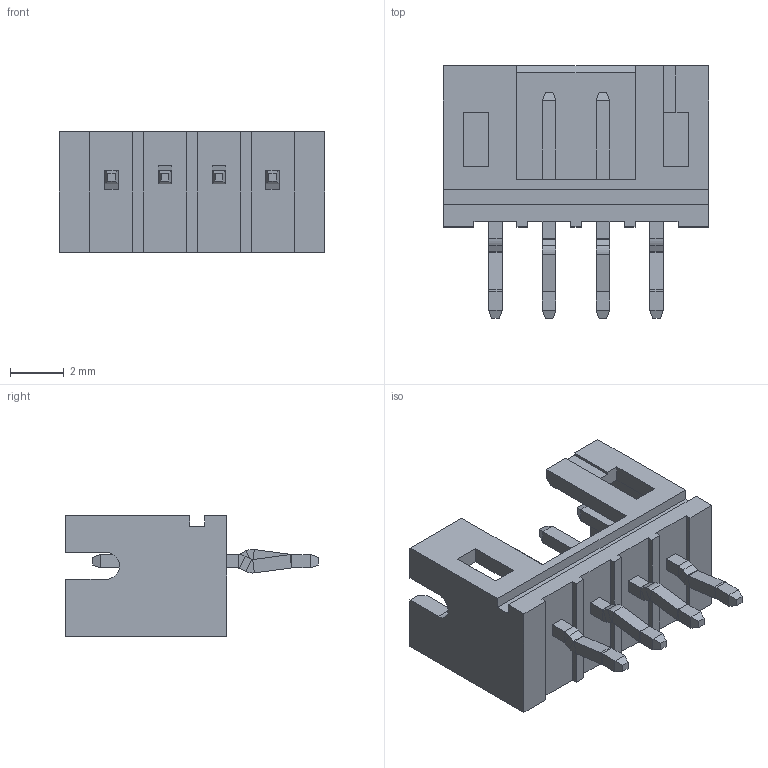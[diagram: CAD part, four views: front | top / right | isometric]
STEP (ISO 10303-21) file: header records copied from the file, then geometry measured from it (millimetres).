
FILE_DESCRIPTION (( 'STEP AP214' ), '1' );
FILE_NAME ('B4B-PH-K-S.STEP', '2023-12-02T09:49:21', ( '' ), ( '' ), 'SwSTEP 2.0', 'SolidWorks 2021', '' );
FILE_SCHEMA (( 'AUTOMOTIVE_DESIGN' ));
Length unit declared in the file: millimetre
Products named in the file (3): body_4; pin; B4B-PH-K-S
Assembly tree (5 placements, depth 2):
  B4B-PH-K-S
    body_4
    pin  x4
Bounding box: 9.9 x 9.4 x 4.5 mm (x, y, z)
Volume: 121.3 mm3; surface area: 416.1 mm2
Topology: 5 solids, 5 shells, 227 faces, 522 edges, 304 vertices
Faces by surface type: plane 201, cylinder 26
Entity records: 3514 total; most frequent: CARTESIAN_POINT 599, ORIENTED_EDGE 588, DIRECTION 552, EDGE_CURVE 294, VECTOR 278, LINE 278, VERTEX_POINT 184, AXIS2_PLACEMENT_3D 137
